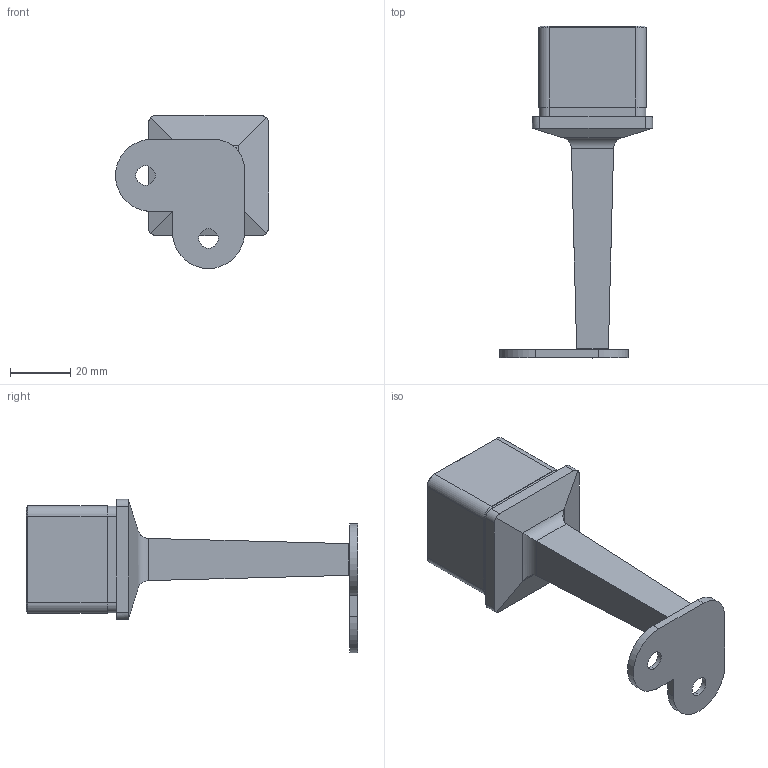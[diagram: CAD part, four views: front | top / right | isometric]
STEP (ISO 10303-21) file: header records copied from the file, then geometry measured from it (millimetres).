
FILE_DESCRIPTION (( 'STEP AP203' ), '1' );
FILE_NAME ('A-4710-800.STEP', '2021-09-30T11:00:58', ( '' ), ( '' ), 'SwSTEP 2.0', 'SolidWorks 2019', '' );
FILE_SCHEMA (( 'CONFIG_CONTROL_DESIGN' ));
Length unit declared in the file: millimetre
Products named in the file (1): A-4710-800
Bounding box: 50.99 x 110.5 x 51 mm (x, y, z)
Volume: 27460.3 mm3; surface area: 18531.7 mm2
Topology: 1 solids, 1 shells, 107 faces, 277 edges, 173 vertices
Faces by surface type: plane 57, cylinder 42, cone 8
Entity records: 3280 total; most frequent: CARTESIAN_POINT 614, ORIENTED_EDGE 546, DIRECTION 533, EDGE_CURVE 273, LINE 189, VECTOR 189, VERTEX_POINT 173, AXIS2_PLACEMENT_3D 172
